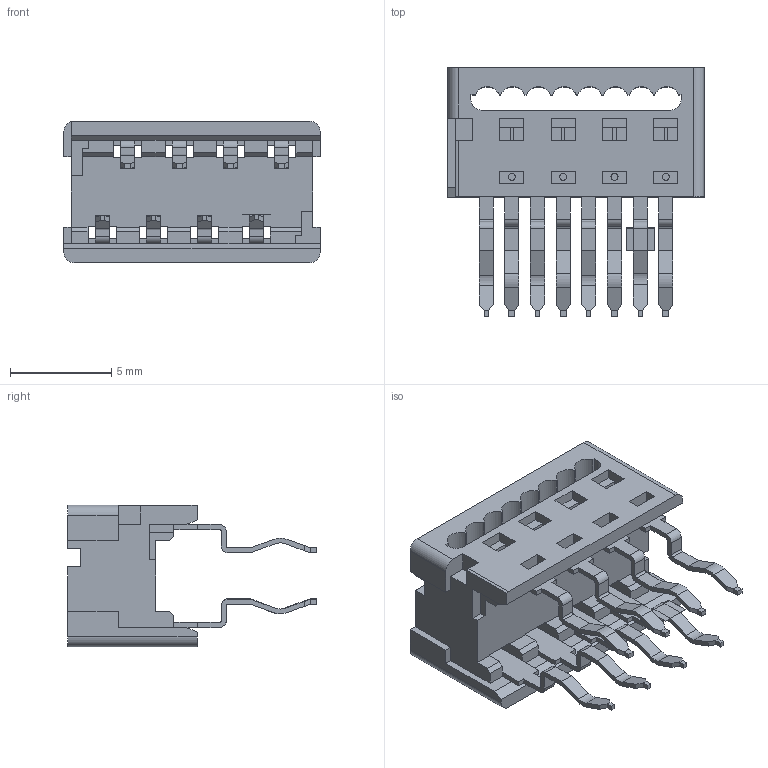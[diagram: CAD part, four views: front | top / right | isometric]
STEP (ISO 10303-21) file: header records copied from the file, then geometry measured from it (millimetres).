
FILE_DESCRIPTION((''),'2;1');
FILE_NAME('915771308','2008-03-17T',('PNB'),(''),'PRO/ENGINEER BY PARAMETRIC TECHNOLOGY CORPORATION, 2003451','PRO/ENGINEER BY PARAMETRIC TECHNOLOGY CORPORATION, 2003451','');
FILE_SCHEMA(('CONFIG_CONTROL_DESIGN'));
Length unit declared in the file: millimetre
Products named in the file (1): 915771308
Bounding box: 12.67 x 12.3 x 7 mm (x, y, z)
Volume: 320.3 mm3; surface area: 891.9 mm2
Topology: 1 solids, 1 shells, 590 faces, 1707 edges, 1130 vertices
Faces by surface type: plane 486, cylinder 104
Entity records: 19214 total; most frequent: CARTESIAN_POINT 3396, ORIENTED_EDGE 3366, DIRECTION 3133, EDGE_CURVE 1683, VECTOR 1463, LINE 1463, VERTEX_POINT 1098, AXIS2_PLACEMENT_3D 835
